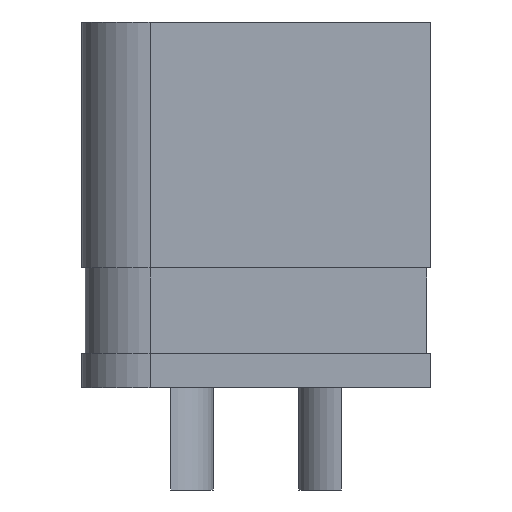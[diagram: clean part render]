
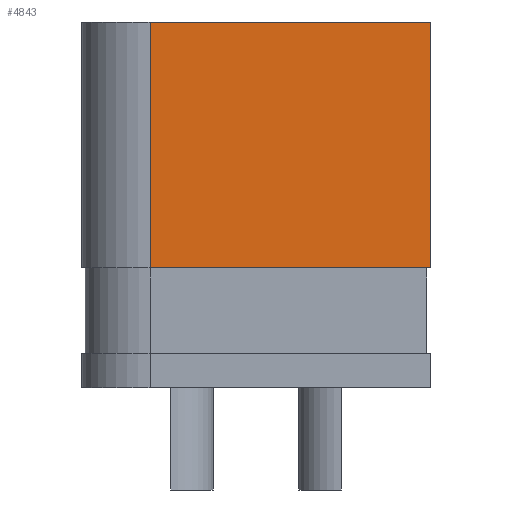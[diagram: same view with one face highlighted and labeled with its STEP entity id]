
A CAD part, front view. The second image highlights one B-rep face of the part: STEP entity #4843.
In plain terms, the highlighted planar face has unit normal (0, -1, 0).
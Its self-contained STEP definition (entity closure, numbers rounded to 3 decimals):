
#225 = LINE ( 'NONE', #6089, #3974 ) ;
#477 = FACE_OUTER_BOUND ( 'NONE', #4343, .T. ) ;
#576 = ORIENTED_EDGE ( 'NONE', *, *, #861, .F. ) ;
#712 = DIRECTION ( 'NONE',  ( 0., 1., 0. ) ) ;
#790 = VERTEX_POINT ( 'NONE', #1866 ) ;
#861 = EDGE_CURVE ( 'NONE', #5902, #790, #3730, .T. ) ;
#1068 = ORIENTED_EDGE ( 'NONE', *, *, #6757, .F. ) ;
#1171 = PLANE ( 'NONE',  #5689 ) ;
#1403 = ORIENTED_EDGE ( 'NONE', *, *, #4353, .F. ) ;
#1691 = VECTOR ( 'NONE', #7402, 1000. ) ;
#1866 = CARTESIAN_POINT ( 'NONE',  ( -3.1, -2.6, 3.5 ) ) ;
#1902 = CARTESIAN_POINT ( 'NONE',  ( 5.1, -2.6, 3.5 ) ) ;
#2073 = LINE ( 'NONE', #6371, #7638 ) ;
#2372 = VERTEX_POINT ( 'NONE', #4518 ) ;
#2504 = DIRECTION ( 'NONE',  ( 0., 0., 1. ) ) ;
#2751 = CARTESIAN_POINT ( 'NONE',  ( 5.1, -2.6, 3.5 ) ) ;
#3044 = CARTESIAN_POINT ( 'NONE',  ( -3.1, -2.6, 10.7 ) ) ;
#3730 = LINE ( 'NONE', #1902, #7296 ) ;
#3894 = DIRECTION ( 'NONE',  ( 0., 0., -1. ) ) ;
#3974 = VECTOR ( 'NONE', #7404, 1000. ) ;
#4343 = EDGE_LOOP ( 'NONE', ( #576, #1068, #1403, #5531 ) ) ;
#4353 = EDGE_CURVE ( 'NONE', #5753, #2372, #5497, .T. ) ;
#4518 = CARTESIAN_POINT ( 'NONE',  ( 5.1, -2.6, 10.7 ) ) ;
#4843 = ADVANCED_FACE ( 'NONE', ( #477 ), #1171, .F. ) ;
#5218 = EDGE_CURVE ( 'NONE', #5753, #790, #225, .T. ) ;
#5497 = LINE ( 'NONE', #5616, #1691 ) ;
#5531 = ORIENTED_EDGE ( 'NONE', *, *, #5218, .T. ) ;
#5616 = CARTESIAN_POINT ( 'NONE',  ( -5.1, -2.6, 10.7 ) ) ;
#5689 = AXIS2_PLACEMENT_3D ( 'NONE', #6029, #712, #2504 ) ;
#5753 = VERTEX_POINT ( 'NONE', #3044 ) ;
#5902 = VERTEX_POINT ( 'NONE', #2751 ) ;
#6029 = CARTESIAN_POINT ( 'NONE',  ( -5.1, -2.6, 10.7 ) ) ;
#6089 = CARTESIAN_POINT ( 'NONE',  ( -3.1, -2.6, 10.7 ) ) ;
#6371 = CARTESIAN_POINT ( 'NONE',  ( 5.1, -2.6, 10.7 ) ) ;
#6757 = EDGE_CURVE ( 'NONE', #2372, #5902, #2073, .T. ) ;
#7296 = VECTOR ( 'NONE', #7322, 1000. ) ;
#7322 = DIRECTION ( 'NONE',  ( -1., 0., 0. ) ) ;
#7402 = DIRECTION ( 'NONE',  ( 1., 0., 0. ) ) ;
#7404 = DIRECTION ( 'NONE',  ( 0., 0., -1. ) ) ;
#7638 = VECTOR ( 'NONE', #3894, 1000. ) ;
